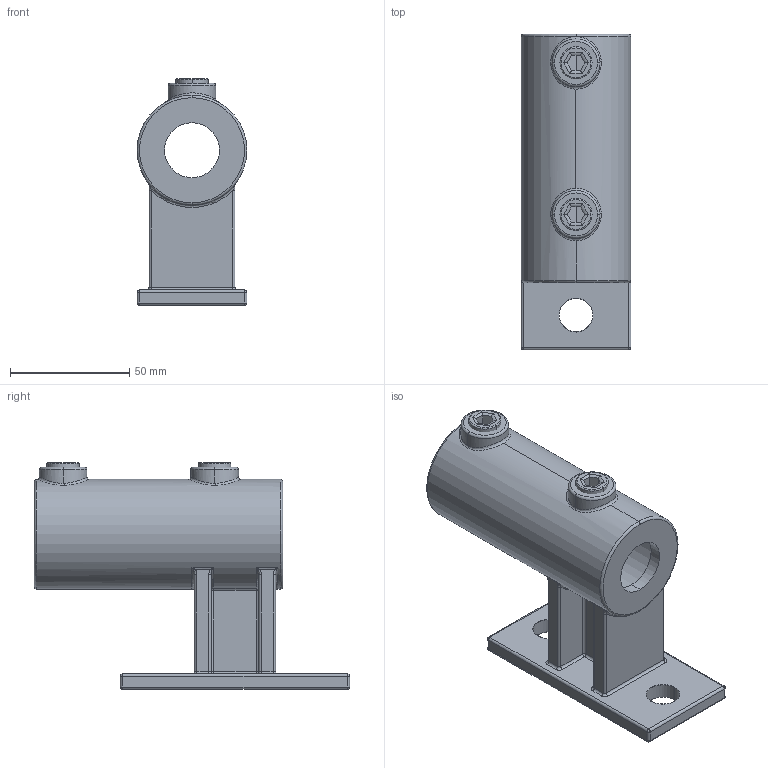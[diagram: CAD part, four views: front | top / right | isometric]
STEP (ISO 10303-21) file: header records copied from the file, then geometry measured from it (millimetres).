
FILE_DESCRIPTION (( 'STEP AP203' ), '1' );
FILE_NAME ('144-B34.step', '2019-07-04T11:48:29', ( '' ), ( '' ), 'SwSTEP 2.0', 'SolidWorks 2015', '' );
FILE_SCHEMA (( 'CONFIG_CONTROL_DESIGN' ));
Length unit declared in the file: millimetre
Products named in the file (3): 144-B34 Teil 1_144-B34 Teil 1; 144-B34 Teil 2; 144-B34
Assembly tree (3 placements, depth 2):
  144-B34
    144-B34 Teil 1_144-B34 Teil 1
    144-B34 Teil 2  x2
Bounding box: 46 x 132 x 95 mm (x, y, z)
Volume: 117127.2 mm3; surface area: 49203.7 mm2
Topology: 3 solids, 3 shells, 419 faces, 1051 edges, 639 vertices
Faces by surface type: plane 180, cylinder 94, bspline 91, torus 38, sphere 16
Entity records: 16726 total; most frequent: CARTESIAN_POINT 7656, ORIENTED_EDGE 1942, DIRECTION 1573, EDGE_CURVE 971, VERTEX_POINT 607, VECTOR 561, LINE 561, AXIS2_PLACEMENT_3D 506
